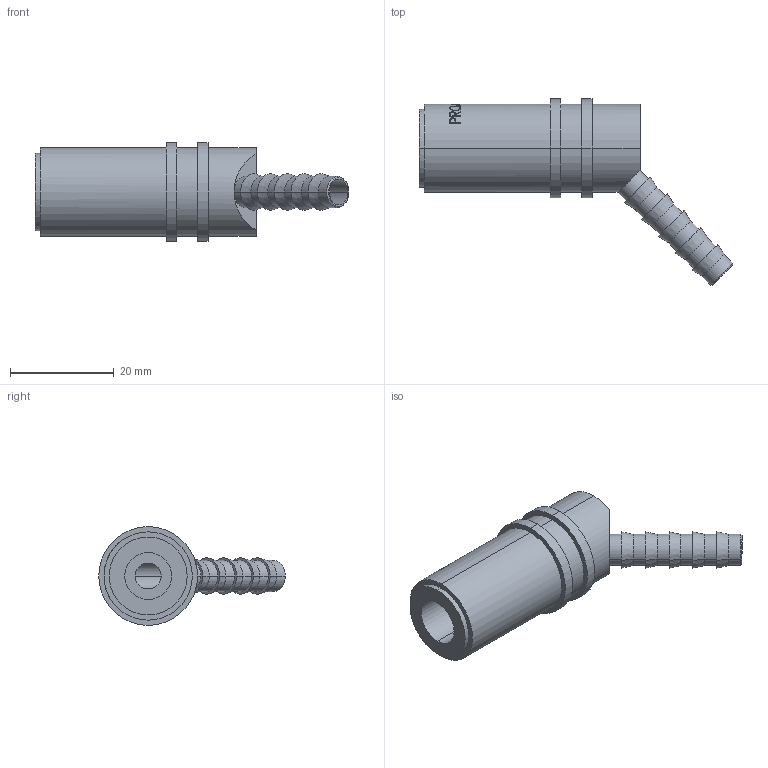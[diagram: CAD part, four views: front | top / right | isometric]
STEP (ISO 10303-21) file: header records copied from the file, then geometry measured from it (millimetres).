
FILE_DESCRIPTION (( 'STEP AP203' ), '1' );
FILE_NAME ('e2fb.STEP', '2026-03-13T08:17:07', ( '' ), ( '' ), 'SwSTEP 2.0', 'SolidWorks 2019', '' );
FILE_SCHEMA (( 'CONFIG_CONTROL_DESIGN' ));
Length unit declared in the file: millimetre
Products named in the file (1): e2fb
Bounding box: 60.35 x 35.85 x 19 mm (x, y, z)
Volume: 8735.4 mm3; surface area: 5097.3 mm2
Topology: 3 solids, 3 shells, 141 faces, 339 edges, 220 vertices
Faces by surface type: plane 48, bspline 42, cylinder 39, cone 12
Entity records: 7797 total; most frequent: CARTESIAN_POINT 4725, ORIENTED_EDGE 678, DIRECTION 508, EDGE_CURVE 339, VERTEX_POINT 220, AXIS2_PLACEMENT_3D 209, EDGE_LOOP 163, FACE_OUTER_BOUND 141
